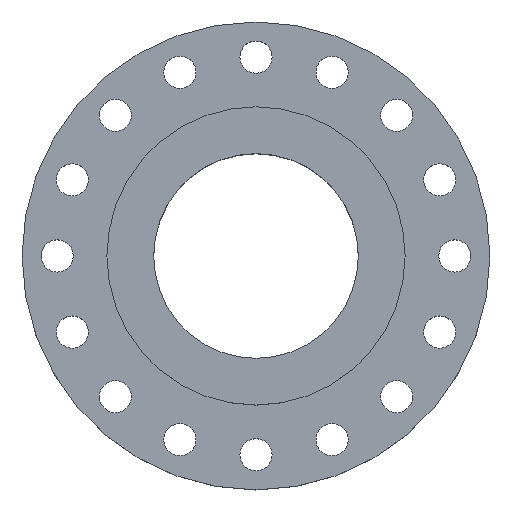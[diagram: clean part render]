
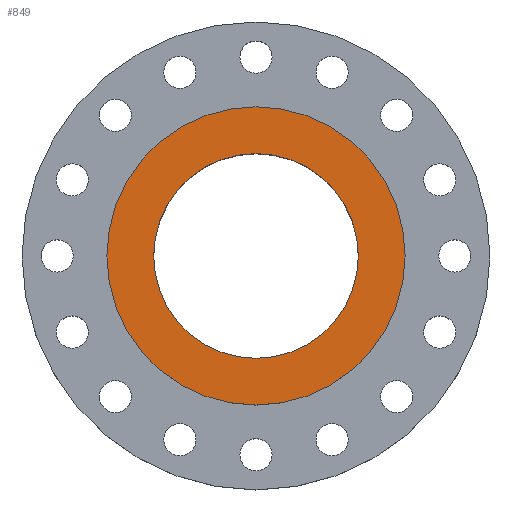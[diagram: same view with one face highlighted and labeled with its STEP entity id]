
A CAD part, top view. The second image highlights one B-rep face of the part: STEP entity #849.
In plain terms, the highlighted planar face has unit normal (0, 0, 1).
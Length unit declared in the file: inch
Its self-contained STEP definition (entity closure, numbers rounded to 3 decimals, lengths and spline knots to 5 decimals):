
#73 = EDGE_LOOP ( 'NONE', ( #78, #410 ) ) ;
#78 = ORIENTED_EDGE ( 'NONE', *, *, #1278, .T. ) ;
#83 = CARTESIAN_POINT ( 'NONE',  ( 0., 0., 0. ) ) ;
#116 = CARTESIAN_POINT ( 'NONE',  ( 6.375, 0., 0. ) ) ;
#155 = VERTEX_POINT ( 'NONE', #116 ) ;
#245 = CIRCLE ( 'NONE', #488, 6.375 ) ;
#246 = AXIS2_PLACEMENT_3D ( 'NONE', #1666, #1508, #259 ) ;
#247 = EDGE_LOOP ( 'NONE', ( #1184, #1436 ) ) ;
#259 = DIRECTION ( 'NONE',  ( 1., 0., 0. ) ) ;
#333 = CARTESIAN_POINT ( 'NONE',  ( 0., 0., 0. ) ) ;
#341 = CARTESIAN_POINT ( 'NONE',  ( -4.375, 0., 0. ) ) ;
#368 = CIRCLE ( 'NONE', #1703, 6.375 ) ;
#410 = ORIENTED_EDGE ( 'NONE', *, *, #691, .T. ) ;
#488 = AXIS2_PLACEMENT_3D ( 'NONE', #1177, #1738, #1037 ) ;
#491 = FACE_OUTER_BOUND ( 'NONE', #73, .T. ) ;
#602 = FACE_BOUND ( 'NONE', #247, .T. ) ;
#640 = DIRECTION ( 'NONE',  ( 0., 0., 1. ) ) ;
#691 = EDGE_CURVE ( 'NONE', #1792, #155, #245, .T. ) ;
#697 = EDGE_CURVE ( 'NONE', #1678, #1002, #1525, .T. ) ;
#736 = DIRECTION ( 'NONE',  ( -1., 0., 0. ) ) ;
#849 = ADVANCED_FACE ( 'NONE', ( #602, #491 ), #1020, .F. ) ;
#852 = AXIS2_PLACEMENT_3D ( 'NONE', #1428, #875, #736 ) ;
#875 = DIRECTION ( 'NONE',  ( 0., 0., -1. ) ) ;
#1002 = VERTEX_POINT ( 'NONE', #1392 ) ;
#1020 = PLANE ( 'NONE',  #852 ) ;
#1037 = DIRECTION ( 'NONE',  ( 1., 0., 0. ) ) ;
#1090 = CARTESIAN_POINT ( 'NONE',  ( -6.375, 0., 0. ) ) ;
#1099 = EDGE_CURVE ( 'NONE', #1002, #1678, #1676, .T. ) ;
#1177 = CARTESIAN_POINT ( 'NONE',  ( 0., 0., 0. ) ) ;
#1184 = ORIENTED_EDGE ( 'NONE', *, *, #1099, .F. ) ;
#1208 = AXIS2_PLACEMENT_3D ( 'NONE', #83, #640, #1572 ) ;
#1278 = EDGE_CURVE ( 'NONE', #155, #1792, #368, .T. ) ;
#1299 = DIRECTION ( 'NONE',  ( 0., 0., 1. ) ) ;
#1392 = CARTESIAN_POINT ( 'NONE',  ( 4.375, 0., 0. ) ) ;
#1428 = CARTESIAN_POINT ( 'NONE',  ( 0., 4.375, 0. ) ) ;
#1436 = ORIENTED_EDGE ( 'NONE', *, *, #697, .F. ) ;
#1508 = DIRECTION ( 'NONE',  ( 0., 0., 1. ) ) ;
#1525 = CIRCLE ( 'NONE', #1208, 4.375 ) ;
#1572 = DIRECTION ( 'NONE',  ( 1., 0., 0. ) ) ;
#1593 = DIRECTION ( 'NONE',  ( 1., 0., 0. ) ) ;
#1666 = CARTESIAN_POINT ( 'NONE',  ( 0., 0., 0. ) ) ;
#1676 = CIRCLE ( 'NONE', #246, 4.375 ) ;
#1678 = VERTEX_POINT ( 'NONE', #341 ) ;
#1703 = AXIS2_PLACEMENT_3D ( 'NONE', #333, #1299, #1593 ) ;
#1738 = DIRECTION ( 'NONE',  ( 0., 0., 1. ) ) ;
#1792 = VERTEX_POINT ( 'NONE', #1090 ) ;
